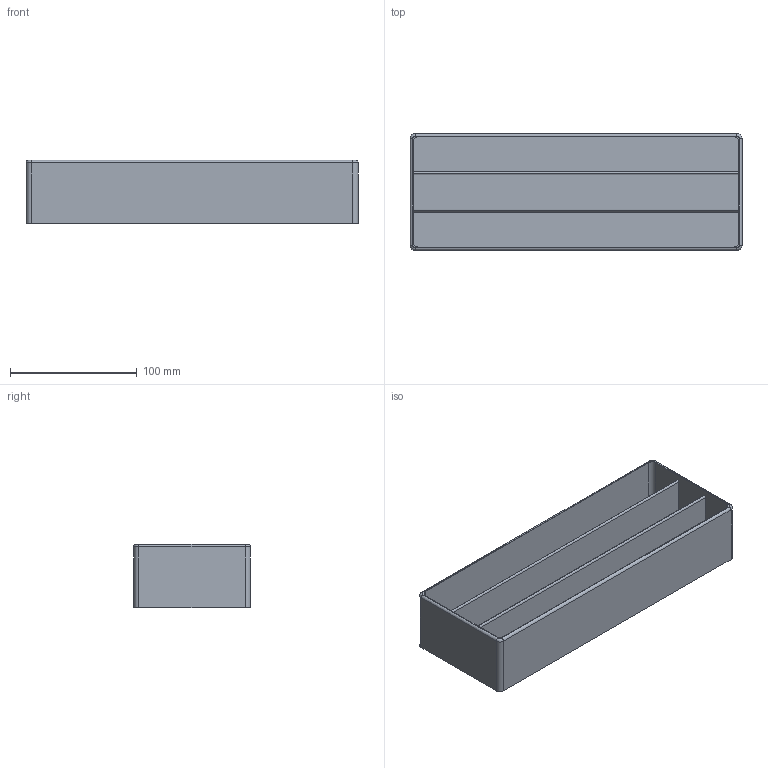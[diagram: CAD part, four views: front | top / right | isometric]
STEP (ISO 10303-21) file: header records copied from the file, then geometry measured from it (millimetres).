
FILE_DESCRIPTION(/* description */ ('STEP AP242','CAx-IF Rec.Pracs.---Representation and Presentation of Product Manufacturing Information (PMI)---4.0---2014-10-13','CAx-IF Rec.Pracs.---3D Tessellated Geometry---0.4---2014-09-14','2;1'),/* implementation_level */ '2;1');
FILE_NAME(/* name */ '648947db3572c11bc4db3525',/* time_stamp */ '2023-06-14T04:53:47Z',/* author */ (''),/* organization */ (''),/* preprocessor_version */ 'ST-DEVELOPER v19.4',/* originating_system */ ' ',/* authorisation */ ' ');
FILE_SCHEMA (('AP242_MANAGED_MODEL_BASED_3D_ENGINEERING_MIM_LF { 1 0 10303 442 1 1 4 }'));
Length unit declared in the file: metre
Products named in the file (4): Divider; Floor; Walls
Bounding box: 262 x 92 x 50 mm (x, y, z)
Volume: 192032.5 mm3; surface area: 164939.8 mm2
Topology: 4 solids, 4 shells, 46 faces, 106 edges, 68 vertices
Faces by surface type: plane 26, cylinder 16, torus 4
Entity records: 1405 total; most frequent: DIRECTION 242, CARTESIAN_POINT 224, ORIENTED_EDGE 212, EDGE_CURVE 106, AXIS2_PLACEMENT_3D 86, LINE 70, VECTOR 70, VERTEX_POINT 68
